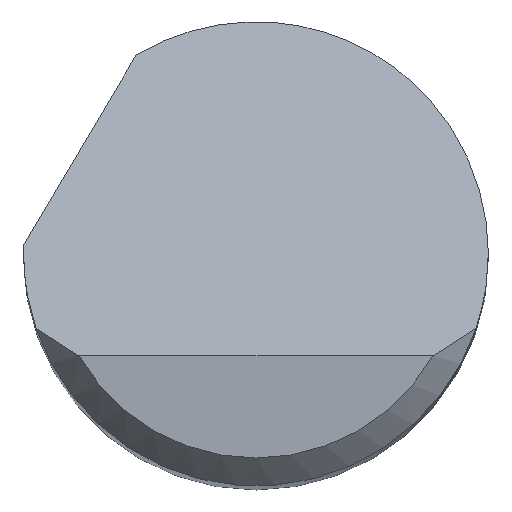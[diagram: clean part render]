
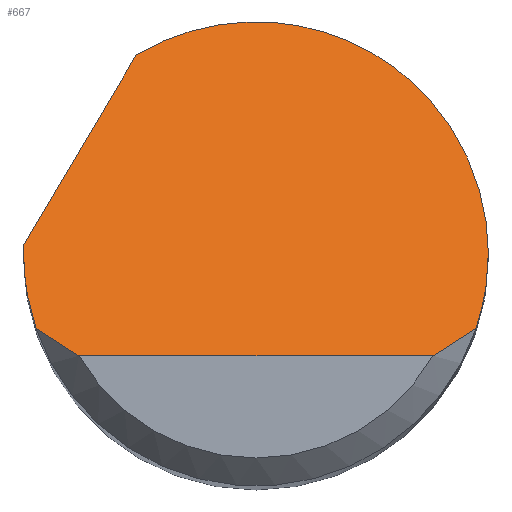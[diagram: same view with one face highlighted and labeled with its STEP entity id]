
A CAD part, top view. The second image highlights one B-rep face of the part: STEP entity #667.
In plain terms, the highlighted planar face has unit normal (0, 0.707, 0.707).
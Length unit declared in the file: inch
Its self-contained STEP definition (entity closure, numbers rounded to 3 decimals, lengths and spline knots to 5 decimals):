
#20 = CARTESIAN_POINT ( 'NONE',  ( 0.125, 0.10961, 2.33539 ) ) ;
#48 = CARTESIAN_POINT ( 'NONE',  ( -0.15516, -0.04606, 2.49106 ) ) ;
#56 = VECTOR ( 'NONE', #662, 39.37008 ) ;
#57 = EDGE_LOOP ( 'NONE', ( #522, #95, #616, #525, #575, #548, #125, #198 ) ) ;
#60 = CARTESIAN_POINT ( 'NONE',  ( -0.125, -0.055, 2.5 ) ) ;
#63 = PLANE ( 'NONE',  #807 ) ;
#93 = CARTESIAN_POINT ( 'NONE',  ( 0.09526, -0.055, 2.5 ) ) ;
#95 = ORIENTED_EDGE ( 'NONE', *, *, #636, .T. ) ;
#118 = CARTESIAN_POINT ( 'NONE',  ( 0.11843, -0.04, 2.485 ) ) ;
#125 = ORIENTED_EDGE ( 'NONE', *, *, #544, .F. ) ;
#132 = CARTESIAN_POINT ( 'NONE',  ( 0.11843, -0.04, 2.485 ) ) ;
#134 = CARTESIAN_POINT ( 'NONE',  ( 0.11107, -0.04528, 2.49028 ) ) ;
#149 = CARTESIAN_POINT ( 'NONE',  ( 0.125, 0., 2.445 ) ) ;
#181 = VERTEX_POINT ( 'NONE', #769 ) ;
#196 = CARTESIAN_POINT ( 'NONE',  ( 0.11843, -0.04, 2.485 ) ) ;
#198 = ORIENTED_EDGE ( 'NONE', *, *, #879, .T. ) ;
#210 = VERTEX_POINT ( 'NONE', #93 ) ;
#219 = CARTESIAN_POINT ( 'NONE',  ( -0.11843, -0.04, 2.485 ) ) ;
#226 = CARTESIAN_POINT ( 'NONE',  ( -0.10339, -0.05031, 2.49531 ) ) ;
#230 = CARTESIAN_POINT ( 'NONE',  ( -0.09526, -0.055, 2.5 ) ) ;
#259 = CARTESIAN_POINT ( 'NONE',  ( 0.12279, -0.02708, 2.47208 ) ) ;
#270 = CARTESIAN_POINT ( 'NONE',  ( -0.11843, -0.04, 2.485 ) ) ;
#290 = CARTESIAN_POINT ( 'NONE',  ( 0., -0.055, 2.5 ) ) ;
#292 = VERTEX_POINT ( 'NONE', #390 ) ;
#337 = LINE ( 'NONE', #48, #56 ) ;
#339 = DIRECTION ( 'NONE',  ( 0., 0.707, -0.707 ) ) ;
#353 = CARTESIAN_POINT ( 'NONE',  ( -0.06437, 0.10715, 2.33785 ) ) ;
#355 = VERTEX_POINT ( 'NONE', #802 ) ;
#372 = CARTESIAN_POINT ( 'NONE',  ( -0.11107, -0.04528, 2.49028 ) ) ;
#390 = CARTESIAN_POINT ( 'NONE',  ( -0.06437, 0.10715, 2.33785 ) ) ;
#394 = CARTESIAN_POINT ( 'NONE',  ( -0.1249, 0.005, 2.44 ) ) ;
#404 = EDGE_CURVE ( 'NONE', #804, #292, #337, .T. ) ;
#428 = CARTESIAN_POINT ( 'NONE',  ( -0.125, -0.01363, 2.45863 ) ) ;
#431 = CARTESIAN_POINT ( 'NONE',  ( -0.11843, -0.04, 2.485 ) ) ;
#453 =( BOUNDED_CURVE ( )  B_SPLINE_CURVE ( 3, ( #353, #836, #20, #149 ),
 .UNSPECIFIED., .F., .T. ) 
 B_SPLINE_CURVE_WITH_KNOTS ( ( 4, 4 ),
 ( 5.74227, 7.85398 ),
 .UNSPECIFIED. ) 
 CURVE ( )  GEOMETRIC_REPRESENTATION_ITEM ( )  RATIONAL_B_SPLINE_CURVE ( ( 1., 0.662, 0.662, 1. ) ) 
 REPRESENTATION_ITEM ( '' )  );
#464 = CARTESIAN_POINT ( 'NONE',  ( -0.125, 0., 2.445 ) ) ;
#467 = CARTESIAN_POINT ( 'NONE',  ( -0.09526, -0.055, 2.5 ) ) ;
#472 = DIRECTION ( 'NONE',  ( 0., -0.707, -0.707 ) ) ;
#490 = LINE ( 'NONE', #290, #733 ) ;
#522 = ORIENTED_EDGE ( 'NONE', *, *, #783, .T. ) ;
#525 = ORIENTED_EDGE ( 'NONE', *, *, #726, .F. ) ;
#528 = CARTESIAN_POINT ( 'NONE',  ( 0.10339, -0.05031, 2.49531 ) ) ;
#532 = CARTESIAN_POINT ( 'NONE',  ( 0.09526, -0.055, 2.5 ) ) ;
#544 = EDGE_CURVE ( 'NONE', #626, #181, #751, .T. ) ;
#548 = ORIENTED_EDGE ( 'NONE', *, *, #558, .F. ) ;
#549 = B_SPLINE_CURVE_WITH_KNOTS ( 'NONE', 3,
 ( #532, #528, #134, #196 ),
 .UNSPECIFIED., .F., .F.,
 ( 4, 4 ),
 ( 0., 0.0008 ),
 .UNSPECIFIED. ) ;
#554 = CARTESIAN_POINT ( 'NONE',  ( -0.1249, 0.005, 2.44 ) ) ;
#558 = EDGE_CURVE ( 'NONE', #181, #804, #824, .T. ) ;
#560 = DIRECTION ( 'NONE',  ( 1., 0., 0. ) ) ;
#575 = ORIENTED_EDGE ( 'NONE', *, *, #404, .F. ) ;
#580 = VERTEX_POINT ( 'NONE', #467 ) ;
#593 = FACE_OUTER_BOUND ( 'NONE', #57, .T. ) ;
#597 = CARTESIAN_POINT ( 'NONE',  ( -0.125, 0.00167, 2.44333 ) ) ;
#616 = ORIENTED_EDGE ( 'NONE', *, *, #624, .F. ) ;
#624 = EDGE_CURVE ( 'NONE', #355, #629, #668, .T. ) ;
#626 = VERTEX_POINT ( 'NONE', #270 ) ;
#628 = CARTESIAN_POINT ( 'NONE',  ( -0.12279, -0.02708, 2.47208 ) ) ;
#629 = VERTEX_POINT ( 'NONE', #132 ) ;
#636 = EDGE_CURVE ( 'NONE', #210, #629, #549, .T. ) ;
#662 = DIRECTION ( 'NONE',  ( 0.386, 0.652, -0.652 ) ) ;
#667 = ADVANCED_FACE ( 'NONE', ( #593 ), #63, .F. ) ;
#668 =( BOUNDED_CURVE ( )  B_SPLINE_CURVE ( 3, ( #810, #889, #259, #118 ),
 .UNSPECIFIED., .F., .F. ) 
 B_SPLINE_CURVE_WITH_KNOTS ( ( 4, 4 ),
 ( 1.5708, 1.89653 ),
 .UNSPECIFIED. ) 
 CURVE ( )  GEOMETRIC_REPRESENTATION_ITEM ( )  RATIONAL_B_SPLINE_CURVE ( ( 1., 0.991, 0.991, 1. ) ) 
 REPRESENTATION_ITEM ( '' )  );
#669 = CARTESIAN_POINT ( 'NONE',  ( -0.12497, 0.00333, 2.44167 ) ) ;
#698 = CARTESIAN_POINT ( 'NONE',  ( -0.125, 0., 2.445 ) ) ;
#726 = EDGE_CURVE ( 'NONE', #292, #355, #453, .T. ) ;
#733 = VECTOR ( 'NONE', #560, 39.37008 ) ;
#751 =( BOUNDED_CURVE ( )  B_SPLINE_CURVE ( 3, ( #219, #628, #428, #698 ),
 .UNSPECIFIED., .F., .F. ) 
 B_SPLINE_CURVE_WITH_KNOTS ( ( 4, 4 ),
 ( 4.38666, 4.71239 ),
 .UNSPECIFIED. ) 
 CURVE ( )  GEOMETRIC_REPRESENTATION_ITEM ( )  RATIONAL_B_SPLINE_CURVE ( ( 1., 0.991, 0.991, 1. ) ) 
 REPRESENTATION_ITEM ( '' )  );
#769 = CARTESIAN_POINT ( 'NONE',  ( -0.125, 0., 2.445 ) ) ;
#783 = EDGE_CURVE ( 'NONE', #580, #210, #490, .T. ) ;
#802 = CARTESIAN_POINT ( 'NONE',  ( 0.125, 0., 2.445 ) ) ;
#804 = VERTEX_POINT ( 'NONE', #554 ) ;
#807 = AXIS2_PLACEMENT_3D ( 'NONE', #60, #472, #339 ) ;
#810 = CARTESIAN_POINT ( 'NONE',  ( 0.125, 0., 2.445 ) ) ;
#824 =( BOUNDED_CURVE ( )  B_SPLINE_CURVE ( 3, ( #464, #597, #669, #394 ),
 .UNSPECIFIED., .F., .F. ) 
 B_SPLINE_CURVE_WITH_KNOTS ( ( 4, 4 ),
 ( 4.71239, 4.7524 ),
 .UNSPECIFIED. ) 
 CURVE ( )  GEOMETRIC_REPRESENTATION_ITEM ( )  RATIONAL_B_SPLINE_CURVE ( ( 1., 1., 1., 1. ) ) 
 REPRESENTATION_ITEM ( '' )  );
#836 = CARTESIAN_POINT ( 'NONE',  ( 0.0296, 0.1636, 2.2814 ) ) ;
#860 = B_SPLINE_CURVE_WITH_KNOTS ( 'NONE', 3,
 ( #431, #372, #226, #230 ),
 .UNSPECIFIED., .F., .F.,
 ( 4, 4 ),
 ( 0., 0.0008 ),
 .UNSPECIFIED. ) ;
#879 = EDGE_CURVE ( 'NONE', #626, #580, #860, .T. ) ;
#889 = CARTESIAN_POINT ( 'NONE',  ( 0.125, -0.01363, 2.45863 ) ) ;
